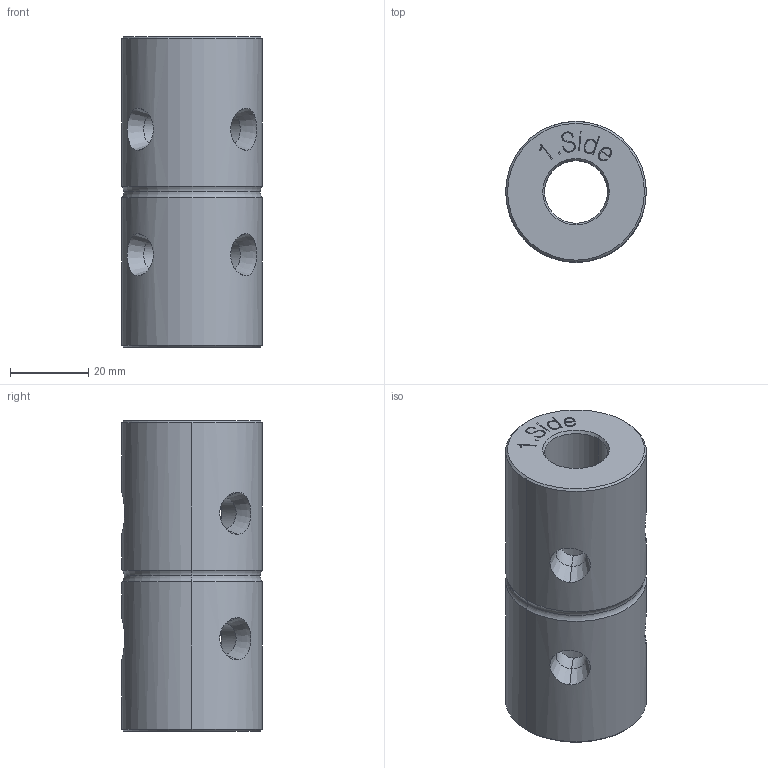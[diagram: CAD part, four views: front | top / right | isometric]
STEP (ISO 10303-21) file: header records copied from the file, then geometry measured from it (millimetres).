
FILE_DESCRIPTION(('no description'),'unknown implementation level');
FILE_NAME('36548FC4-4BA5-4510-B585-87F660295585_export.stp',' ',('CIMSOURCE GmbH'),('CADClick - KiM GmbH - www.kimweb.de'),'unknown preprocess','ACIS','unknown authorization');
FILE_SCHEMA(('automotive_design'));
Length unit declared in the file: millimetre
Products named in the file (1): K�rper-Verschieben/Kopieren1
Bounding box: 36 x 36 x 79.4 mm (x, y, z)
Volume: 60900.5 mm3; surface area: 15373.9 mm2
Topology: 1 solids, 1 shells, 209 faces, 542 edges, 350 vertices
Faces by surface type: plane 82, bspline 77, cone 24, cylinder 20, torus 6
Entity records: 21276 total; most frequent: CARTESIAN_POINT 10716, STYLED_ITEM 1098, PRESENTATION_STYLE_ASSIGNMENT 1098, COLOUR_RGB 1098, ORIENTED_EDGE 1076, DIRECTION 597, EDGE_CURVE 538, CURVE_STYLE 538
